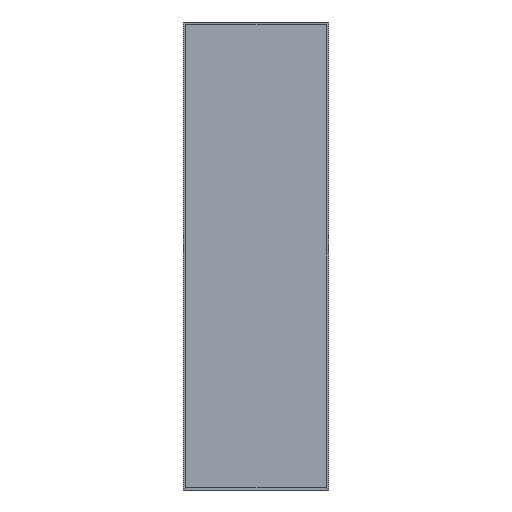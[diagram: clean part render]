
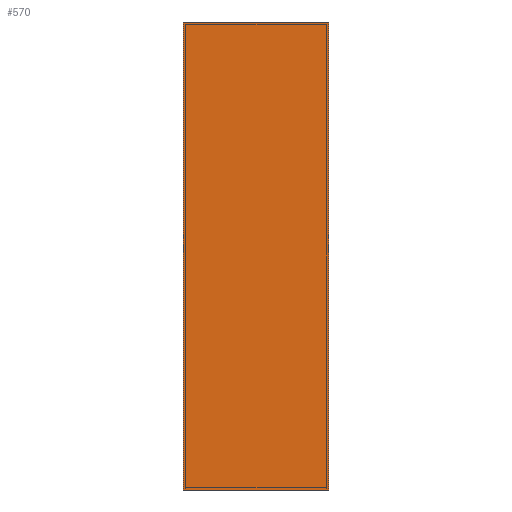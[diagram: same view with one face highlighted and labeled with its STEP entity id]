
A CAD part, left-side view. The second image highlights one B-rep face of the part: STEP entity #570.
In plain terms, the highlighted planar face has unit normal (-1, 0, 0).
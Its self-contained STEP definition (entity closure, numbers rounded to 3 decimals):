
#30=FACE_OUTER_BOUND('',#62,.T.);
#62=EDGE_LOOP('',(#401,#402,#403,#404));
#97=LINE('',#803,#169);
#111=LINE('',#831,#183);
#114=LINE('',#835,#186);
#115=LINE('',#837,#187);
#169=VECTOR('',#660,2.54);
#183=VECTOR('',#682,2.54);
#186=VECTOR('',#687,0.79);
#187=VECTOR('',#690,0.79);
#237=VERTEX_POINT('',#801);
#238=VERTEX_POINT('',#802);
#247=VERTEX_POINT('',#828);
#248=VERTEX_POINT('',#830);
#289=EDGE_CURVE('',#237,#238,#97,.T.);
#303=EDGE_CURVE('',#248,#247,#111,.T.);
#306=EDGE_CURVE('',#248,#237,#114,.T.);
#307=EDGE_CURVE('',#238,#247,#115,.T.);
#401=ORIENTED_EDGE('',*,*,#307,.F.);
#402=ORIENTED_EDGE('',*,*,#289,.F.);
#403=ORIENTED_EDGE('',*,*,#306,.F.);
#404=ORIENTED_EDGE('',*,*,#303,.T.);
#502=PLANE('',#607);
#570=ADVANCED_FACE('',(#30),#502,.T.);
#607=AXIS2_PLACEMENT_3D('',#836,#688,#689);
#660=DIRECTION('',(0.,0.,1.));
#682=DIRECTION('',(0.,0.,1.));
#687=DIRECTION('',(0.,1.,0.));
#688=DIRECTION('center_axis',(-1.,0.,0.));
#689=DIRECTION('ref_axis',(0.,-1.,0.));
#690=DIRECTION('',(0.,-1.,0.));
#801=CARTESIAN_POINT('',(-0.014,0.776,-0.014));
#802=CARTESIAN_POINT('',(-0.014,0.776,2.526));
#803=CARTESIAN_POINT('',(-0.014,0.776,2.512));
#828=CARTESIAN_POINT('',(-0.014,-0.014,2.526));
#830=CARTESIAN_POINT('',(-0.014,-0.014,-0.014));
#831=CARTESIAN_POINT('',(-0.014,-0.014,2.512));
#835=CARTESIAN_POINT('',(-0.014,0.,-0.014));
#836=CARTESIAN_POINT('Origin',(-0.014,0.762,2.512));
#837=CARTESIAN_POINT('',(-0.014,0.776,2.526));
